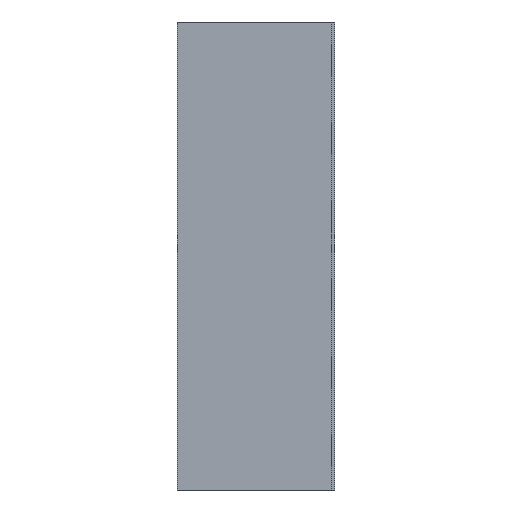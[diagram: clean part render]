
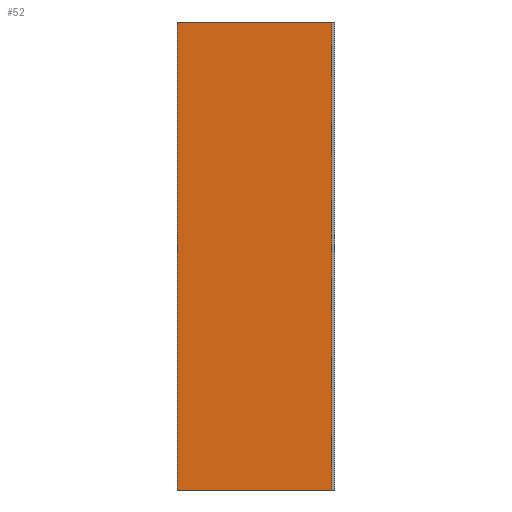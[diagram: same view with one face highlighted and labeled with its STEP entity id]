
A CAD part, left-side view. The second image highlights one B-rep face of the part: STEP entity #52.
In plain terms, the highlighted planar face has unit normal (-1, 0, 0).
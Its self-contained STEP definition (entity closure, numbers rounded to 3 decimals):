
#52=ADVANCED_FACE('',(#136),#1526,.T.);
#136=FACE_OUTER_BOUND('',#242,.T.);
#242=EDGE_LOOP('',(#446,#447,#448,#449));
#446=ORIENTED_EDGE('',*,*,#867,.F.);
#447=ORIENTED_EDGE('',*,*,#832,.F.);
#448=ORIENTED_EDGE('',*,*,#892,.F.);
#449=ORIENTED_EDGE('',*,*,#840,.F.);
#832=EDGE_CURVE('',#1324,#1323,#1158,.T.);
#840=EDGE_CURVE('',#1332,#1331,#1166,.T.);
#867=EDGE_CURVE('',#1323,#1332,#1191,.T.);
#892=EDGE_CURVE('',#1331,#1324,#1216,.T.);
#1158=B_SPLINE_CURVE_WITH_KNOTS('',1,(#2691,#2692,#2693),.UNSPECIFIED.,
 .F.,.F.,(2,1,2),(20.69,108.452,110.261),
 .UNSPECIFIED.);
#1166=B_SPLINE_CURVE_WITH_KNOTS('',1,(#2710,#2711,#2712),.UNSPECIFIED.,
 .F.,.F.,(2,1,2),(-1.655,0.154,87.916),
 .UNSPECIFIED.);
#1191=B_SPLINE_CURVE_WITH_KNOTS('',1,(#2772,#2773),.UNSPECIFIED.,.F.,.F.,
(2,2),(30.001,330.001),.UNSPECIFIED.);
#1216=B_SPLINE_CURVE_WITH_KNOTS('',1,(#2822,#2823),.UNSPECIFIED.,.F.,.F.,
(2,2),(-337.501,-37.501),.UNSPECIFIED.);
#1323=VERTEX_POINT('',#2517);
#1324=VERTEX_POINT('',#2518);
#1331=VERTEX_POINT('',#2525);
#1332=VERTEX_POINT('',#2526);
#1526=PLANE('',#1658);
#1658=AXIS2_PLACEMENT_3D('',#1752,#1705,$);
#1705=DIRECTION('',(-1.,0.,0.));
#1752=CARTESIAN_POINT('',(-2.,-19.504,-45.001));
#2517=CARTESIAN_POINT('',(-2.,101.,0.));
#2518=CARTESIAN_POINT('',(-2.,2.,0.));
#2525=CARTESIAN_POINT('',(-2.,2.,300.));
#2526=CARTESIAN_POINT('',(-2.,101.,300.));
#2691=CARTESIAN_POINT('',(-2.,2.,0.));
#2692=CARTESIAN_POINT('',(-2.,99.,0.));
#2693=CARTESIAN_POINT('',(-2.,101.,0.));
#2710=CARTESIAN_POINT('',(-2.,101.,300.));
#2711=CARTESIAN_POINT('',(-2.,99.,300.));
#2712=CARTESIAN_POINT('',(-2.,2.,300.));
#2772=CARTESIAN_POINT('',(-2.,101.,0.));
#2773=CARTESIAN_POINT('',(-2.,101.,300.));
#2822=CARTESIAN_POINT('',(-2.,2.,300.));
#2823=CARTESIAN_POINT('',(-2.,2.,0.));
